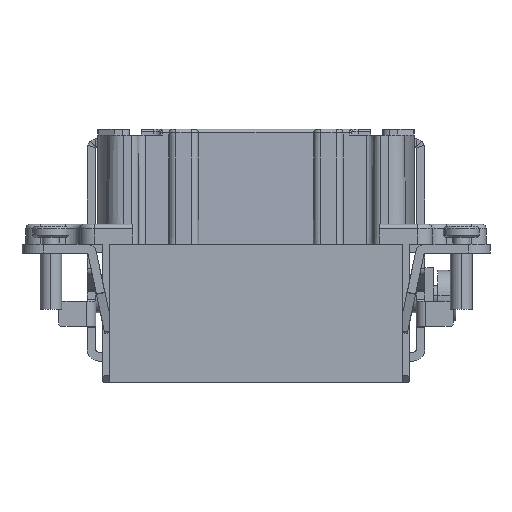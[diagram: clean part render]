
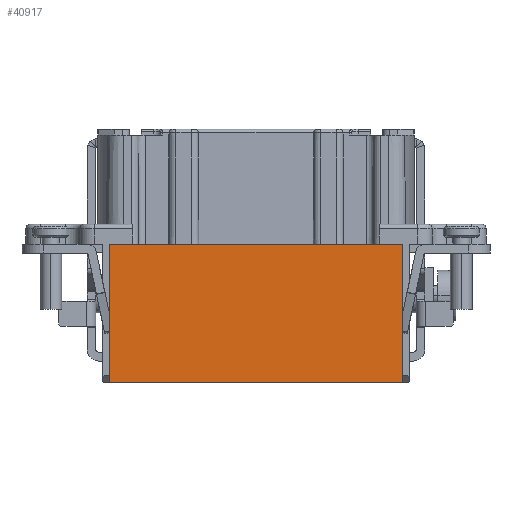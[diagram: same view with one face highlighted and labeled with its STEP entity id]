
A CAD part, left-side view. The second image highlights one B-rep face of the part: STEP entity #40917.
In plain terms, the highlighted planar face has unit normal (-1, 0, 0).
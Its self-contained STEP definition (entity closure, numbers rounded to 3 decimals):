
#533=DIRECTION('',(0.,-1.,0.));
#534=VECTOR('',#533,40.7);
#535=CARTESIAN_POINT('',(-16.95,20.35,0.));
#536=LINE('',#535,#534);
#2404=DIRECTION('',(0.,-1.,0.));
#2405=VECTOR('',#2404,40.7);
#2406=CARTESIAN_POINT('',(-16.95,20.35,-19.2));
#2407=LINE('',#2406,#2405);
#12053=DIRECTION('',(0.,0.,1.));
#12054=VECTOR('',#12053,19.2);
#12055=CARTESIAN_POINT('',(-16.95,20.35,-19.2));
#12056=LINE('',#12055,#12054);
#12057=DIRECTION('',(0.,0.,-1.));
#12058=VECTOR('',#12057,19.2);
#12059=CARTESIAN_POINT('',(-16.95,-20.35,0.));
#12060=LINE('',#12059,#12058);
#21632=CARTESIAN_POINT('',(-16.95,20.35,0.));
#21633=CARTESIAN_POINT('',(-16.95,-20.35,0.));
#21634=VERTEX_POINT('',#21632);
#21635=VERTEX_POINT('',#21633);
#21680=CARTESIAN_POINT('',(-16.95,20.35,-19.2));
#21681=CARTESIAN_POINT('',(-16.95,-20.35,-19.2));
#21682=VERTEX_POINT('',#21680);
#21683=VERTEX_POINT('',#21681);
#40906=CARTESIAN_POINT('',(-16.95,-17.21,0.));
#40907=DIRECTION('',(-1.,0.,0.));
#40908=DIRECTION('',(0.,-1.,0.));
#40909=AXIS2_PLACEMENT_3D('',#40906,#40907,#40908);
#40910=PLANE('',#40909);
#40911=ORIENTED_EDGE('',*,*,#29323,.T.);
#40912=ORIENTED_EDGE('',*,*,#26938,.T.);
#40913=ORIENTED_EDGE('',*,*,#31255,.T.);
#40914=ORIENTED_EDGE('',*,*,#28062,.F.);
#40915=EDGE_LOOP('',(#40911,#40912,#40913,#40914));
#40916=FACE_OUTER_BOUND('',#40915,.F.);
#40917=ADVANCED_FACE('',(#40916),#40910,.T.);
#26938=EDGE_CURVE('',#21634,#21635,#536,.T.);
#28062=EDGE_CURVE('',#21682,#21683,#2407,.T.);
#29323=EDGE_CURVE('',#21682,#21634,#12056,.T.);
#31255=EDGE_CURVE('',#21635,#21683,#12060,.T.);
